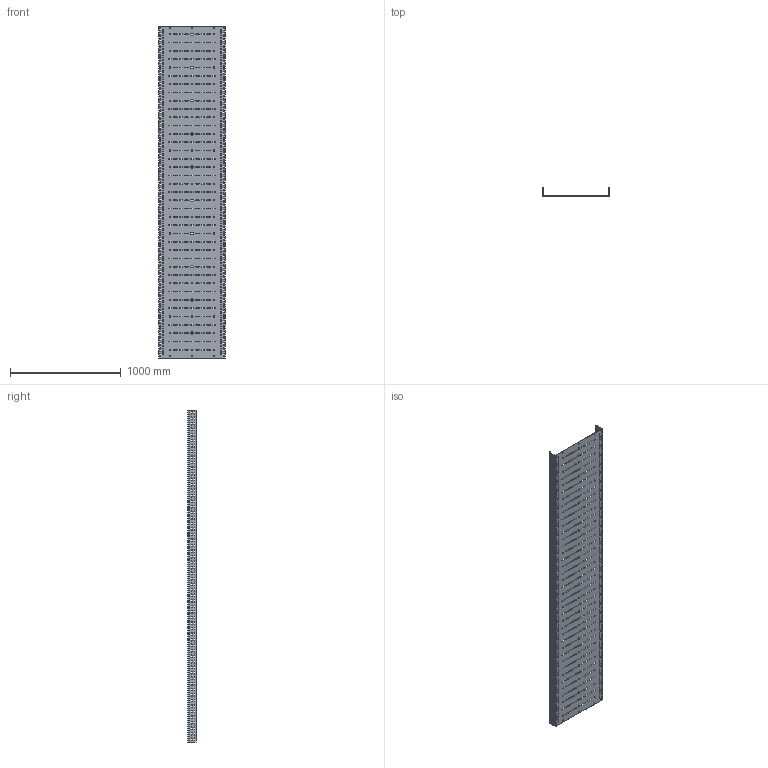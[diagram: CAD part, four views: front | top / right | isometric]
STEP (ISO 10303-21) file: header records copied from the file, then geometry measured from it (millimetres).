
FILE_DESCRIPTION (( 'STEP AP203' ), '1' );
FILE_NAME ('CLP10-080-600-200-3 Ëîòîê ïåðôîðèðîâàííûé ESCA 80õ600õ3000-2,0 IEK.STEP', '2021-10-04T19:48:28', ( '' ), ( '' ), 'SwSTEP 2.0', 'SolidWorks 2017', '' );
FILE_SCHEMA (( 'CONFIG_CONTROL_DESIGN' ));
Length unit declared in the file: millimetre
Products named in the file (1): CLP10-080-600-200-3 Ëîòîê ïåðôîðèðîâàííûé ESCA 80õ600õ3000-2,0 IEK
Bounding box: 600 x 79.97 x 3000 mm (x, y, z)
Volume: 4507523.6 mm3; surface area: 4416299.8 mm2
Topology: 1 solids, 1 shells, 3758 faces, 11268 edges, 7512 vertices
Faces by surface type: cylinder 2160, plane 1598
Entity records: 131709 total; most frequent: DIRECTION 23106, CARTESIAN_POINT 22539, ORIENTED_EDGE 22536, EDGE_CURVE 11268, AXIS2_PLACEMENT_3D 8079, VERTEX_POINT 7512, VECTOR 6948, LINE 6948
